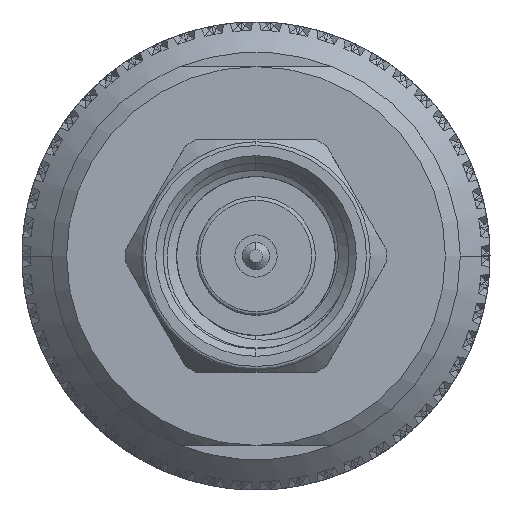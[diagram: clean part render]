
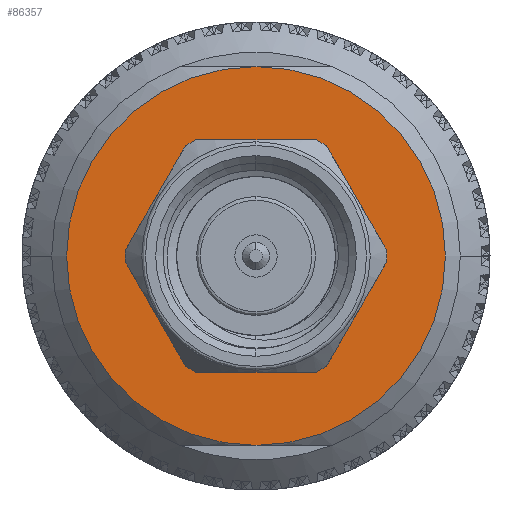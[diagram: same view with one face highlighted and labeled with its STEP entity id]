
A CAD part, left-side view. The second image highlights one B-rep face of the part: STEP entity #86357.
In plain terms, the highlighted face is planar.
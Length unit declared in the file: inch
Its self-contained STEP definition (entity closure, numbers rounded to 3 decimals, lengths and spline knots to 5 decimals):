
#512 = EDGE_CURVE ( 'NONE', #54149, #29154, #52485, .T. ) ;
#643 = VERTEX_POINT ( 'NONE', #66158 ) ;
#6975 = VECTOR ( 'NONE', #77257, 39.37008 ) ;
#8366 = EDGE_CURVE ( 'NONE', #69211, #54149, #25565, .T. ) ;
#10090 = CARTESIAN_POINT ( 'NONE',  ( 0.98, 0., 0. ) ) ;
#12054 = AXIS2_PLACEMENT_3D ( 'NONE', #30200, #83711, #91356 ) ;
#14170 = CIRCLE ( 'NONE', #50743, 0.255 ) ;
#14207 = CARTESIAN_POINT ( 'NONE',  ( 0.98, -0.07483, 0.13 ) ) ;
#14320 = ORIENTED_EDGE ( 'NONE', *, *, #14812, .F. ) ;
#14812 = EDGE_CURVE ( 'NONE', #69211, #22681, #15359, .T. ) ;
#15006 = CARTESIAN_POINT ( 'NONE',  ( 0.98, 0.07483, -0.13 ) ) ;
#15359 = LINE ( 'NONE', #69568, #6975 ) ;
#15484 = VERTEX_POINT ( 'NONE', #47285 ) ;
#16869 = DIRECTION ( 'NONE',  ( 1., 0., 0. ) ) ;
#17180 = EDGE_CURVE ( 'NONE', #15484, #643, #69114, .T. ) ;
#18077 = EDGE_LOOP ( 'NONE', ( #37693, #48996 ) ) ;
#22681 = VERTEX_POINT ( 'NONE', #15006 ) ;
#24115 = CARTESIAN_POINT ( 'NONE',  ( 0.98, -0.07483, -0.13 ) ) ;
#25565 = CIRCLE ( 'NONE', #12054, 0.15 ) ;
#25709 = DIRECTION ( 'NONE',  ( 0., 0., 1. ) ) ;
#26025 = CARTESIAN_POINT ( 'NONE',  ( 0.98, 0., 0. ) ) ;
#28351 = FACE_BOUND ( 'NONE', #38674, .T. ) ;
#29154 = VERTEX_POINT ( 'NONE', #94119 ) ;
#30200 = CARTESIAN_POINT ( 'NONE',  ( 0.98, 0., 0. ) ) ;
#30801 = FACE_OUTER_BOUND ( 'NONE', #18077, .T. ) ;
#31982 = ORIENTED_EDGE ( 'NONE', *, *, #512, .T. ) ;
#34220 = AXIS2_PLACEMENT_3D ( 'NONE', #84789, #16869, #69394 ) ;
#37693 = ORIENTED_EDGE ( 'NONE', *, *, #17180, .T. ) ;
#37745 = EDGE_CURVE ( 'NONE', #643, #15484, #14170, .T. ) ;
#38674 = EDGE_LOOP ( 'NONE', ( #83594, #31982, #76328, #14320 ) ) ;
#39536 = PLANE ( 'NONE',  #48038 ) ;
#42710 = CIRCLE ( 'NONE', #72470, 0.15 ) ;
#47285 = CARTESIAN_POINT ( 'NONE',  ( 0.98, 0., -0.255 ) ) ;
#48038 = AXIS2_PLACEMENT_3D ( 'NONE', #10090, #85346, #92999 ) ;
#48996 = ORIENTED_EDGE ( 'NONE', *, *, #37745, .T. ) ;
#50743 = AXIS2_PLACEMENT_3D ( 'NONE', #84446, #69700, #77058 ) ;
#52485 = LINE ( 'NONE', #89349, #65656 ) ;
#54149 = VERTEX_POINT ( 'NONE', #14207 ) ;
#65656 = VECTOR ( 'NONE', #73946, 39.37008 ) ;
#66158 = CARTESIAN_POINT ( 'NONE',  ( 0.98, 0., 0.255 ) ) ;
#69114 = CIRCLE ( 'NONE', #34220, 0.255 ) ;
#69211 = VERTEX_POINT ( 'NONE', #24115 ) ;
#69394 = DIRECTION ( 'NONE',  ( 0., 0., -1. ) ) ;
#69568 = CARTESIAN_POINT ( 'NONE',  ( 0.98, -0.215, -0.13 ) ) ;
#69700 = DIRECTION ( 'NONE',  ( 1., 0., 0. ) ) ;
#72470 = AXIS2_PLACEMENT_3D ( 'NONE', #26025, #88198, #25709 ) ;
#73946 = DIRECTION ( 'NONE',  ( 0., 1., 0. ) ) ;
#76328 = ORIENTED_EDGE ( 'NONE', *, *, #87269, .T. ) ;
#77058 = DIRECTION ( 'NONE',  ( 0., 0., -1. ) ) ;
#77257 = DIRECTION ( 'NONE',  ( 0., 1., 0. ) ) ;
#83594 = ORIENTED_EDGE ( 'NONE', *, *, #8366, .T. ) ;
#83711 = DIRECTION ( 'NONE',  ( -1., 0., 0. ) ) ;
#84446 = CARTESIAN_POINT ( 'NONE',  ( 0.98, 0., 0. ) ) ;
#84789 = CARTESIAN_POINT ( 'NONE',  ( 0.98, 0., 0. ) ) ;
#85346 = DIRECTION ( 'NONE',  ( 1., 0., 0. ) ) ;
#86357 = ADVANCED_FACE ( 'NONE', ( #28351, #30801 ), #39536, .T. ) ;
#87269 = EDGE_CURVE ( 'NONE', #29154, #22681, #42710, .T. ) ;
#88198 = DIRECTION ( 'NONE',  ( -1., 0., 0. ) ) ;
#89349 = CARTESIAN_POINT ( 'NONE',  ( 0.98, -0.215, 0.13 ) ) ;
#91356 = DIRECTION ( 'NONE',  ( 0., 0., 1. ) ) ;
#92999 = DIRECTION ( 'NONE',  ( 0., 0., -1. ) ) ;
#94119 = CARTESIAN_POINT ( 'NONE',  ( 0.98, 0.07483, 0.13 ) ) ;
